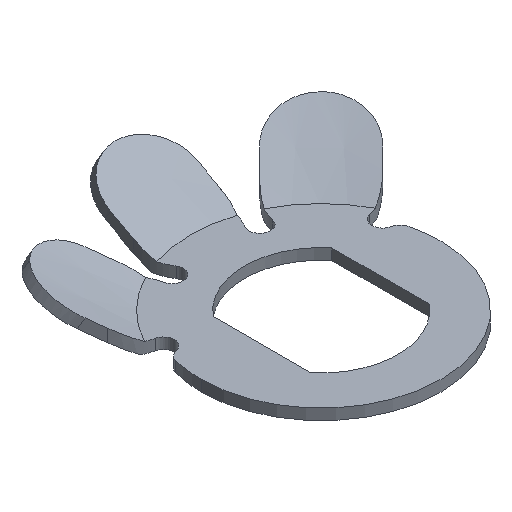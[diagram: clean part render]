
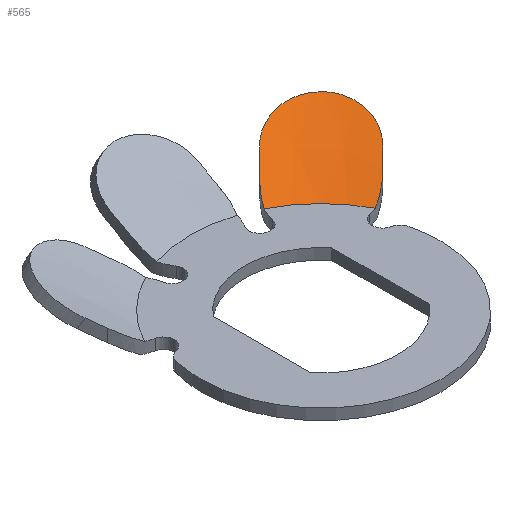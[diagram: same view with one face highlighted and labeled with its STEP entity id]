
A CAD part, isometric view. The second image highlights one B-rep face of the part: STEP entity #565.
In plain terms, the highlighted conical face has half-angle 60 degrees and reference radius 9.464 mm.
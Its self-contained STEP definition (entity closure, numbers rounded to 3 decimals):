
#34 = CARTESIAN_POINT ( 'NONE',  ( 6.836, 4.008, 1.611 ) ) ;
#54 = ORIENTED_EDGE ( 'NONE', *, *, #1080, .T. ) ;
#58 = EDGE_CURVE ( 'NONE', #75, #766, #1319, .T. ) ;
#75 = VERTEX_POINT ( 'NONE', #844 ) ;
#86 = DIRECTION ( 'NONE',  ( 1., 0., 0. ) ) ;
#109 = ORIENTED_EDGE ( 'NONE', *, *, #782, .T. ) ;
#114 = VERTEX_POINT ( 'NONE', #134 ) ;
#134 = CARTESIAN_POINT ( 'NONE',  ( 6.836, 4.008, 1.611 ) ) ;
#140 = CARTESIAN_POINT ( 'NONE',  ( 6.285, 7.017, 2.474 ) ) ;
#176 = CARTESIAN_POINT ( 'NONE',  ( 6.487, 3.658, 1.335 ) ) ;
#264 = EDGE_CURVE ( 'NONE', #593, #642, #1504, .T. ) ;
#282 = CARTESIAN_POINT ( 'NONE',  ( 0., 0., 2.5 ) ) ;
#290 = CARTESIAN_POINT ( 'NONE',  ( 7.302, 5.451, 2.297 ) ) ;
#319 = CARTESIAN_POINT ( 'NONE',  ( 6.862, 6.522, 2.5 ) ) ;
#335 = CARTESIAN_POINT ( 'NONE',  ( 7.134, 4.413, 1.879 ) ) ;
#372 = B_SPLINE_CURVE_WITH_KNOTS ( 'NONE', 3,
 ( #765, #383, #750, #1682 ),
 .UNSPECIFIED., .F., .F.,
 ( 4, 4 ),
 ( 0., 0.001 ),
 .UNSPECIFIED. ) ;
#383 = CARTESIAN_POINT ( 'NONE',  ( 3.05, 5.879, 0.859 ) ) ;
#433 = CARTESIAN_POINT ( 'NONE',  ( 3.275, 6.103, 1.035 ) ) ;
#444 = DIRECTION ( 'NONE',  ( 1., 0., 0. ) ) ;
#453 = B_SPLINE_CURVE_WITH_KNOTS ( 'NONE', 3,
 ( #433, #957, #842, #566 ),
 .UNSPECIFIED., .F., .F.,
 ( 4, 4 ),
 ( 0.008, 0.009 ),
 .UNSPECIFIED. ) ;
#462 = CARTESIAN_POINT ( 'NONE',  ( 7.002, 6.325, 2.482 ) ) ;
#469 = CARTESIAN_POINT ( 'NONE',  ( 6.925, 4.097, 1.682 ) ) ;
#536 = CARTESIAN_POINT ( 'NONE',  ( 4.373, 7.126, 1.862 ) ) ;
#541 = CARTESIAN_POINT ( 'NONE',  ( 4.818, 7.289, 2.08 ) ) ;
#544 = CARTESIAN_POINT ( 'NONE',  ( 6.17, 7.082, 2.458 ) ) ;
#552 = ORIENTED_EDGE ( 'NONE', *, *, #560, .F. ) ;
#560 = EDGE_CURVE ( 'NONE', #1531, #1644, #453, .T. ) ;
#565 = ADVANCED_FACE ( 'NONE', ( #854 ), #1169, .F. ) ;
#566 = CARTESIAN_POINT ( 'NONE',  ( 4.008, 6.836, 1.611 ) ) ;
#572 = CARTESIAN_POINT ( 'NONE',  ( 6.312, 3.483, 1.198 ) ) ;
#583 = CARTESIAN_POINT ( 'NONE',  ( 7.309, 4.905, 2.117 ) ) ;
#593 = VERTEX_POINT ( 'NONE', #852 ) ;
#596 = CARTESIAN_POINT ( 'NONE',  ( 7.208, 5.904, 2.414 ) ) ;
#641 = EDGE_LOOP ( 'NONE', ( #552, #54, #1358, #1514, #1384, #716, #1621, #109 ) ) ;
#642 = VERTEX_POINT ( 'NONE', #1019 ) ;
#656 = VERTEX_POINT ( 'NONE', #1051 ) ;
#684 = CARTESIAN_POINT ( 'NONE',  ( 6.599, 6.786, 2.5 ) ) ;
#700 = CARTESIAN_POINT ( 'NONE',  ( 6.692, 6.692, 2.5 ) ) ;
#716 = ORIENTED_EDGE ( 'NONE', *, *, #1334, .T. ) ;
#737 = B_SPLINE_CURVE_WITH_KNOTS ( 'NONE', 3,
 ( #1221, #469, #1120, #335, #1728, #583, #1079, #1127 ),
 .UNSPECIFIED., .F., .F.,
 ( 4, 2, 2, 4 ),
 ( 0., 0., 0.001, 0.002 ),
 .UNSPECIFIED. ) ;
#738 = CARTESIAN_POINT ( 'NONE',  ( 7.276, 5.676, 2.362 ) ) ;
#750 = CARTESIAN_POINT ( 'NONE',  ( 2.867, 5.626, 0.681 ) ) ;
#765 = CARTESIAN_POINT ( 'NONE',  ( 3.275, 6.103, 1.035 ) ) ;
#766 = VERTEX_POINT ( 'NONE', #1363 ) ;
#782 = EDGE_CURVE ( 'NONE', #766, #1644, #817, .T. ) ;
#793 = CARTESIAN_POINT ( 'NONE',  ( 4.008, 6.836, 1.611 ) ) ;
#815 = CARTESIAN_POINT ( 'NONE',  ( 6.662, 3.833, 1.473 ) ) ;
#817 = B_SPLINE_CURVE_WITH_KNOTS ( 'NONE', 3,
 ( #700, #684, #1089, #140, #544, #1205, #1077, #1719, #1200, #1060, #541, #536, #838, #1209 ),
 .UNSPECIFIED., .F., .F.,
 ( 4, 2, 2, 2, 2, 2, 4 ),
 ( 0., 0., 0.001, 0.001, 0.002, 0.002, 0.003 ),
 .UNSPECIFIED. ) ;
#838 = CARTESIAN_POINT ( 'NONE',  ( 4.171, 6.999, 1.74 ) ) ;
#842 = CARTESIAN_POINT ( 'NONE',  ( 3.764, 6.592, 1.418 ) ) ;
#844 = CARTESIAN_POINT ( 'NONE',  ( 7.302, 5.451, 2.297 ) ) ;
#852 = CARTESIAN_POINT ( 'NONE',  ( 5.298, 2.817, 0.5 ) ) ;
#854 = FACE_OUTER_BOUND ( 'NONE', #641, .T. ) ;
#889 = CIRCLE ( 'NONE', #1695, 6. ) ;
#892 = EDGE_CURVE ( 'NONE', #114, #642, #1601, .T. ) ;
#906 = CARTESIAN_POINT ( 'NONE',  ( 3.275, 6.103, 1.035 ) ) ;
#957 = CARTESIAN_POINT ( 'NONE',  ( 3.519, 6.348, 1.226 ) ) ;
#1019 = CARTESIAN_POINT ( 'NONE',  ( 6.312, 3.483, 1.198 ) ) ;
#1025 = CARTESIAN_POINT ( 'NONE',  ( 0., 0., 0.5 ) ) ;
#1051 = CARTESIAN_POINT ( 'NONE',  ( 2.724, 5.346, 0.5 ) ) ;
#1060 = CARTESIAN_POINT ( 'NONE',  ( 5.066, 7.326, 2.177 ) ) ;
#1069 = EDGE_CURVE ( 'NONE', #593, #656, #889, .T. ) ;
#1077 = CARTESIAN_POINT ( 'NONE',  ( 5.813, 7.229, 2.391 ) ) ;
#1079 = CARTESIAN_POINT ( 'NONE',  ( 7.335, 5.179, 2.218 ) ) ;
#1080 = EDGE_CURVE ( 'NONE', #1531, #656, #372, .T. ) ;
#1089 = CARTESIAN_POINT ( 'NONE',  ( 6.498, 6.869, 2.495 ) ) ;
#1120 = CARTESIAN_POINT ( 'NONE',  ( 7.003, 4.196, 1.749 ) ) ;
#1127 = CARTESIAN_POINT ( 'NONE',  ( 7.302, 5.451, 2.297 ) ) ;
#1153 = DIRECTION ( 'NONE',  ( 0., 0., 1. ) ) ;
#1165 = CARTESIAN_POINT ( 'NONE',  ( 6.019, 3.19, 0.968 ) ) ;
#1169 = CONICAL_SURFACE ( 'NONE', #1382, 9.464, 1.047 ) ;
#1200 = CARTESIAN_POINT ( 'NONE',  ( 5.438, 7.308, 2.295 ) ) ;
#1205 = CARTESIAN_POINT ( 'NONE',  ( 5.934, 7.188, 2.417 ) ) ;
#1209 = CARTESIAN_POINT ( 'NONE',  ( 4.008, 6.836, 1.611 ) ) ;
#1221 = CARTESIAN_POINT ( 'NONE',  ( 6.836, 4.008, 1.611 ) ) ;
#1313 = CARTESIAN_POINT ( 'NONE',  ( 5.68, 2.968, 0.736 ) ) ;
#1319 = B_SPLINE_CURVE_WITH_KNOTS ( 'NONE', 3,
 ( #290, #738, #596, #462, #319, #1528 ),
 .UNSPECIFIED., .F., .F.,
 ( 4, 2, 4 ),
 ( 0.002, 0.002, 0.003 ),
 .UNSPECIFIED. ) ;
#1334 = EDGE_CURVE ( 'NONE', #114, #75, #737, .T. ) ;
#1357 = DIRECTION ( 'NONE',  ( 0., 0., 1. ) ) ;
#1358 = ORIENTED_EDGE ( 'NONE', *, *, #1069, .F. ) ;
#1363 = CARTESIAN_POINT ( 'NONE',  ( 6.692, 6.692, 2.5 ) ) ;
#1382 = AXIS2_PLACEMENT_3D ( 'NONE', #282, #1357, #444 ) ;
#1384 = ORIENTED_EDGE ( 'NONE', *, *, #892, .F. ) ;
#1504 = B_SPLINE_CURVE_WITH_KNOTS ( 'NONE', 3,
 ( #1672, #1313, #1165, #572 ),
 .UNSPECIFIED., .F., .F.,
 ( 4, 4 ),
 ( 0., 0.001 ),
 .UNSPECIFIED. ) ;
#1514 = ORIENTED_EDGE ( 'NONE', *, *, #264, .T. ) ;
#1528 = CARTESIAN_POINT ( 'NONE',  ( 6.692, 6.692, 2.5 ) ) ;
#1531 = VERTEX_POINT ( 'NONE', #906 ) ;
#1601 = B_SPLINE_CURVE_WITH_KNOTS ( 'NONE', 3,
 ( #34, #815, #176, #1713 ),
 .UNSPECIFIED., .F., .F.,
 ( 4, 4 ),
 ( 0.01, 0.011 ),
 .UNSPECIFIED. ) ;
#1621 = ORIENTED_EDGE ( 'NONE', *, *, #58, .T. ) ;
#1644 = VERTEX_POINT ( 'NONE', #793 ) ;
#1672 = CARTESIAN_POINT ( 'NONE',  ( 5.298, 2.817, 0.5 ) ) ;
#1682 = CARTESIAN_POINT ( 'NONE',  ( 2.724, 5.346, 0.5 ) ) ;
#1695 = AXIS2_PLACEMENT_3D ( 'NONE', #1025, #1153, #86 ) ;
#1713 = CARTESIAN_POINT ( 'NONE',  ( 6.312, 3.483, 1.198 ) ) ;
#1719 = CARTESIAN_POINT ( 'NONE',  ( 5.565, 7.289, 2.33 ) ) ;
#1728 = CARTESIAN_POINT ( 'NONE',  ( 7.188, 4.532, 1.942 ) ) ;
